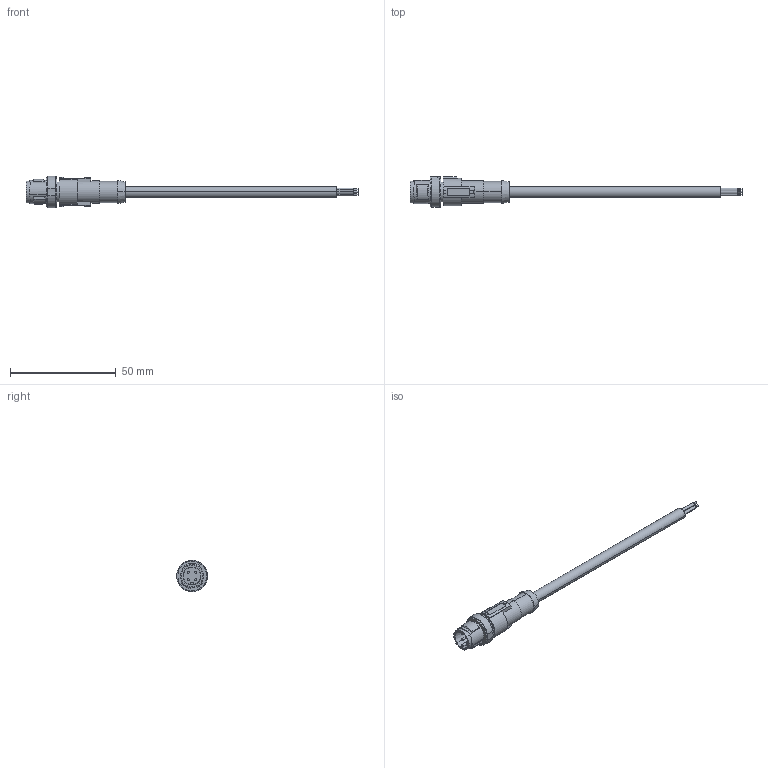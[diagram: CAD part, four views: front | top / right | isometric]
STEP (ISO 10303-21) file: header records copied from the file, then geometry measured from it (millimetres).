
FILE_DESCRIPTION(('SolidDesigner STEP Export'),'2;1');
FILE_NAME('1406225_SAC_4P_MS_5.0_542_SCO_BK-select.stp','2013-09-17T15:51:08',(''),(''),'Creo Elements/Direct Modeling STEP processor for AP214 (Solid Model)','Creo Elements/Direct Modeling 18.1B 29-Sep-2012 (C) Parametric Technology GmbH','');
FILE_SCHEMA(('AUTOMOTIVE_DESIGN { 1 0 10303 214 1 1 1 1 }'));
Length unit declared in the file: millimetre
Products named in the file (1): 1406225_SAC_4P_MS_5.0_542_SCO_BK-select
Bounding box: 156.8 x 14.4 x 14.79 mm (x, y, z)
Volume: 6688.4 mm3; surface area: 4385.8 mm2
Topology: 1 solids, 1 shells, 160 faces, 405 edges, 269 vertices
Faces by surface type: plane 68, cylinder 63, cone 23, bspline 6
Entity records: 9083 total; most frequent: CARTESIAN_POINT 4089, ORIENTED_EDGE 810, DIRECTION 665, EDGE_CURVE 405, VERTEX_POINT 269, AXIS2_PLACEMENT_3D 241, VECTOR 183, LINE 183
